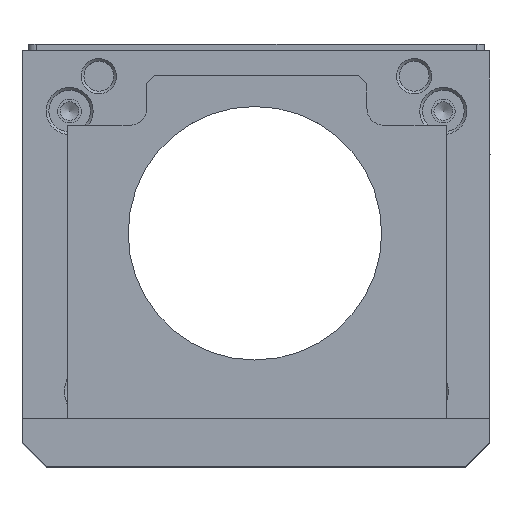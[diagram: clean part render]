
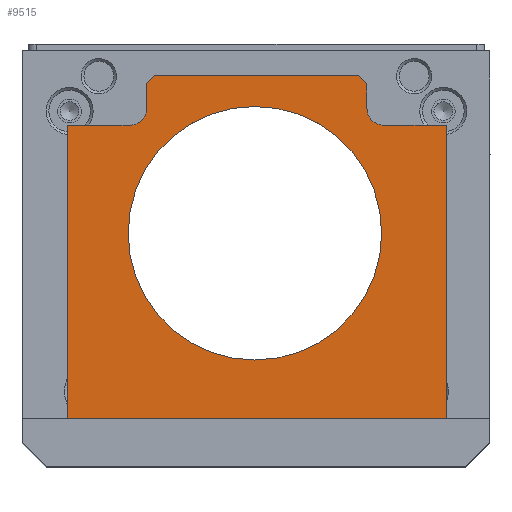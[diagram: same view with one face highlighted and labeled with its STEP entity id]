
A CAD part, top view. The second image highlights one B-rep face of the part: STEP entity #9515.
In plain terms, the highlighted planar face has unit normal (0, 0, 1).
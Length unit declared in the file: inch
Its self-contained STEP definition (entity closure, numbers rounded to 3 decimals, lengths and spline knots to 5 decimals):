
#369=FACE_BOUND('',#1779,.T.);
#653=PLANE('',#10149);
#1197=FACE_OUTER_BOUND('',#1778,.T.);
#1778=EDGE_LOOP('',(#8359,#8360,#8361,#8362,#8363,#8364,#8365,#8366,#8367,
#8368,#8369,#8370));
#1779=EDGE_LOOP('',(#8371));
#2663=LINE('',#17483,#3559);
#2664=LINE('',#17485,#3560);
#2665=LINE('',#17487,#3561);
#2666=LINE('',#17489,#3562);
#2667=LINE('',#17491,#3563);
#2668=LINE('',#17495,#3564);
#2669=LINE('',#17497,#3565);
#2670=LINE('',#17499,#3566);
#2671=LINE('',#17501,#3567);
#2672=LINE('',#17503,#3568);
#3559=VECTOR('',#12223,39.37008);
#3560=VECTOR('',#12224,39.37008);
#3561=VECTOR('',#12225,39.37008);
#3562=VECTOR('',#12226,39.37008);
#3563=VECTOR('',#12227,39.37008);
#3564=VECTOR('',#12230,39.37008);
#3565=VECTOR('',#12231,39.37008);
#3566=VECTOR('',#12232,39.37008);
#3567=VECTOR('',#12233,39.37008);
#3568=VECTOR('',#12234,39.37008);
#3784=CIRCLE('',#10142,0.475);
#3789=CIRCLE('',#10150,0.0625);
#3790=CIRCLE('',#10151,0.0625);
#4595=VERTEX_POINT('',#17446);
#4610=VERTEX_POINT('',#17481);
#4611=VERTEX_POINT('',#17482);
#4612=VERTEX_POINT('',#17484);
#4613=VERTEX_POINT('',#17486);
#4614=VERTEX_POINT('',#17488);
#4615=VERTEX_POINT('',#17490);
#4616=VERTEX_POINT('',#17492);
#4617=VERTEX_POINT('',#17494);
#4618=VERTEX_POINT('',#17496);
#4619=VERTEX_POINT('',#17498);
#4620=VERTEX_POINT('',#17500);
#4621=VERTEX_POINT('',#17502);
#5850=EDGE_CURVE('',#4595,#4595,#3784,.T.);
#5867=EDGE_CURVE('',#4610,#4611,#2663,.T.);
#5868=EDGE_CURVE('',#4611,#4612,#2664,.T.);
#5869=EDGE_CURVE('',#4612,#4613,#2665,.T.);
#5870=EDGE_CURVE('',#4613,#4614,#2666,.T.);
#5871=EDGE_CURVE('',#4614,#4615,#2667,.T.);
#5872=EDGE_CURVE('',#4615,#4616,#3789,.T.);
#5873=EDGE_CURVE('',#4616,#4617,#2668,.T.);
#5874=EDGE_CURVE('',#4618,#4617,#2669,.T.);
#5875=EDGE_CURVE('',#4619,#4618,#2670,.T.);
#5876=EDGE_CURVE('',#4619,#4620,#2671,.T.);
#5877=EDGE_CURVE('',#4620,#4621,#2672,.T.);
#5878=EDGE_CURVE('',#4621,#4610,#3790,.T.);
#8359=ORIENTED_EDGE('',*,*,#5867,.T.);
#8360=ORIENTED_EDGE('',*,*,#5868,.T.);
#8361=ORIENTED_EDGE('',*,*,#5869,.T.);
#8362=ORIENTED_EDGE('',*,*,#5870,.T.);
#8363=ORIENTED_EDGE('',*,*,#5871,.T.);
#8364=ORIENTED_EDGE('',*,*,#5872,.T.);
#8365=ORIENTED_EDGE('',*,*,#5873,.T.);
#8366=ORIENTED_EDGE('',*,*,#5874,.F.);
#8367=ORIENTED_EDGE('',*,*,#5875,.F.);
#8368=ORIENTED_EDGE('',*,*,#5876,.T.);
#8369=ORIENTED_EDGE('',*,*,#5877,.T.);
#8370=ORIENTED_EDGE('',*,*,#5878,.T.);
#8371=ORIENTED_EDGE('',*,*,#5850,.T.);
#9515=ADVANCED_FACE('',(#1197,#369),#653,.F.);
#10142=AXIS2_PLACEMENT_3D('',#17447,#12195,#12196);
#10149=AXIS2_PLACEMENT_3D('',#17480,#12221,#12222);
#10150=AXIS2_PLACEMENT_3D('',#17493,#12228,#12229);
#10151=AXIS2_PLACEMENT_3D('',#17504,#12235,#12236);
#12195=DIRECTION('center_axis',(0.,0.,-1.));
#12196=DIRECTION('ref_axis',(1.,0.,0.));
#12221=DIRECTION('center_axis',(0.,0.,
-1.));
#12222=DIRECTION('ref_axis',(1.,0.,0.));
#12223=DIRECTION('',(0.,1.,0.));
#12224=DIRECTION('',(-0.707,0.707,0.));
#12225=DIRECTION('',(-1.,0.,0.));
#12226=DIRECTION('',(-0.707,-0.707,0.));
#12227=DIRECTION('',(0.,-1.,0.));
#12228=DIRECTION('center_axis',(0.,0.,
-1.));
#12229=DIRECTION('ref_axis',(1.,0.,0.));
#12230=DIRECTION('',(-1.,0.,0.));
#12231=DIRECTION('',(0.,1.,0.));
#12232=DIRECTION('',(-1.,0.,0.));
#12233=DIRECTION('',(0.,1.,0.));
#12234=DIRECTION('',(-1.,0.,0.));
#12235=DIRECTION('center_axis',(0.,0.,
-1.));
#12236=DIRECTION('ref_axis',(1.,0.,0.));
#17446=CARTESIAN_POINT('',(-0.48082,0.0825,1.625));
#17447=CARTESIAN_POINT('Origin',(-0.00582,0.0825,
1.625));
#17480=CARTESIAN_POINT('Origin',(-0.7085,-0.6425,
1.625));
#17481=CARTESIAN_POINT('',(0.414,0.55,1.625));
#17482=CARTESIAN_POINT('',(0.414,0.6425,1.625));
#17483=CARTESIAN_POINT('',(0.414,0.015,1.625));
#17484=CARTESIAN_POINT('',(0.384,0.6725,1.625));
#17485=CARTESIAN_POINT('',(0.414,0.6425,1.625));
#17486=CARTESIAN_POINT('',(-0.381,0.6725,1.625));
#17487=CARTESIAN_POINT('',(-0.7085,0.6725,1.625));
#17488=CARTESIAN_POINT('',(-0.411,0.6425,1.625));
#17489=CARTESIAN_POINT('',(-0.381,0.6725,1.625));
#17490=CARTESIAN_POINT('',(-0.411,0.55,1.625));
#17491=CARTESIAN_POINT('',(-0.411,0.015,1.625));
#17492=CARTESIAN_POINT('',(-0.4735,0.4875,1.625));
#17493=CARTESIAN_POINT('Origin',(-0.4735,0.55,1.625));
#17494=CARTESIAN_POINT('',(-0.7085,0.4875,1.625));
#17495=CARTESIAN_POINT('',(-1.50943,0.4875,1.625));
#17496=CARTESIAN_POINT('',(-0.7085,-0.6425,1.625));
#17497=CARTESIAN_POINT('',(-0.7085,-0.6425,1.625));
#17498=CARTESIAN_POINT('',(0.7115,-0.6425,1.625));
#17499=CARTESIAN_POINT('',(-0.7085,-0.6425,1.625));
#17500=CARTESIAN_POINT('',(0.7115,0.4875,1.625));
#17501=CARTESIAN_POINT('',(0.7115,-0.6425,1.625));
#17502=CARTESIAN_POINT('',(0.4765,0.4875,1.625));
#17503=CARTESIAN_POINT('',(-1.50943,0.4875,1.625));
#17504=CARTESIAN_POINT('Origin',(0.4765,0.55,1.625));
